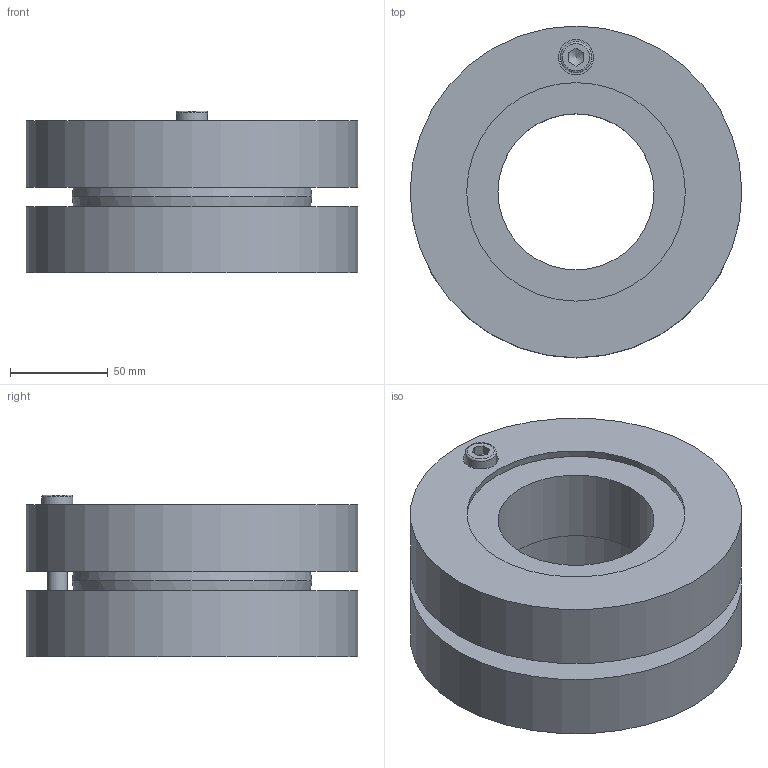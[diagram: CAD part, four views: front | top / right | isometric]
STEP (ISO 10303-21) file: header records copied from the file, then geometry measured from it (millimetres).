
FILE_DESCRIPTION((''),'2;1');
FILE_NAME('DOBIKON 2019-110-080.stp','2011-09-14T10:30:29',('kr'),(''),'Autodesk Inventor 2011','Autodesk Inventor 2011','');
FILE_SCHEMA(('AUTOMOTIVE_DESIGN { 1 0 10303 214 1 1 1 1 }'));
Length unit declared in the file: millimetre
Products named in the file (5): DOBIKON 2019-110-080; Volumenkörper1_8; Volumenkörper2_8; Volumenkörper3_8; DIN 912 - ersetzt durch DIN EN ISO 4762 M10 x 65
Assembly tree (4 placements, depth 2):
  DOBIKON 2019-110-080
    Volumenkörper1_8
    Volumenkörper2_8
    Volumenkörper3_8
    DIN 912 - ersetzt durch DIN EN ISO 4762 M10 x 65
Bounding box: 170 x 170 x 83 mm (x, y, z)
Volume: 1086993.1 mm3; surface area: 171196.9 mm2
Topology: 4 solids, 4 shells, 34 faces, 65 edges, 42 vertices
Faces by surface type: plane 17, cylinder 9, cone 6, torus 2
Full cylindrical faces by diameter (mm): 8.376 x1, 10 x1, 11 x1, 16 x1, 18 x1, 80 x1, 110 x1, 170 x2
Entity records: 925 total; most frequent: DIRECTION 154, CARTESIAN_POINT 141, ORIENTED_EDGE 92, AXIS2_PLACEMENT_3D 71, EDGE_LOOP 64, EDGE_CURVE 46, VERTEX_POINT 40, FACE_OUTER_BOUND 34
